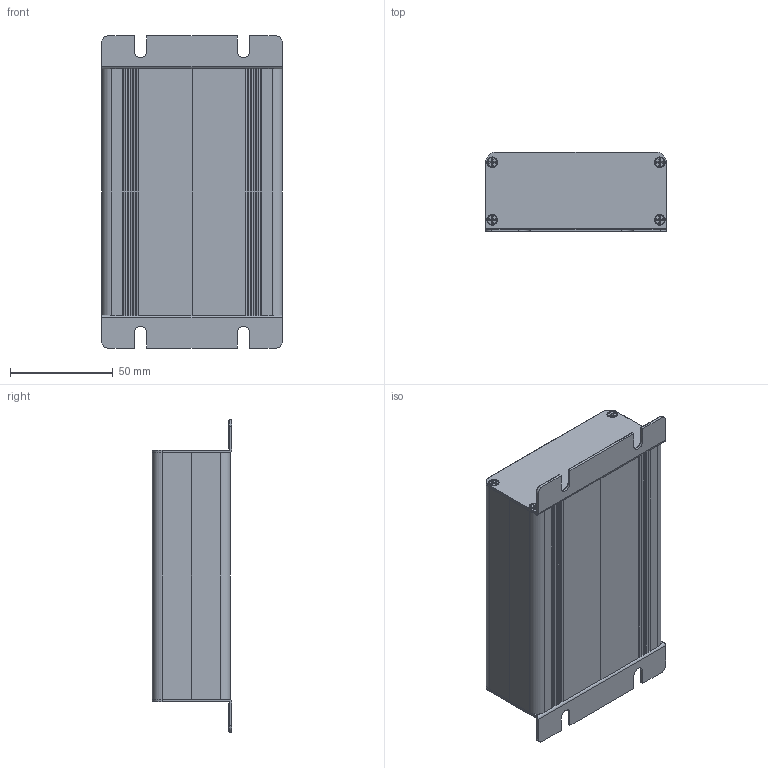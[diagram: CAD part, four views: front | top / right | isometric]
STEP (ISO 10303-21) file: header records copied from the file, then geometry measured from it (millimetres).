
FILE_DESCRIPTION((''),'2;1');
FILE_NAME('ASM002_ASM','2020-02-17T',('Administrator'),(''),'PRO/ENGINEER BY PARAMETRIC TECHNOLOGY CORPORATION, 2007090','PRO/ENGINEER BY PARAMETRIC TECHNOLOGY CORPORATION, 2007090','');
FILE_SCHEMA(('CONFIG_CONTROL_DESIGN'));
Length unit declared in the file: millimetre
Products named in the file (4): 1; 3; M2-5; ASM002_ASM
Assembly tree (12 placements, depth 2):
  ASM002_ASM
    1  x2
    3  x2
    M2-5  x8
Bounding box: 88 x 38.65 x 152 mm (x, y, z)
Volume: 73656.1 mm3; surface area: 86445.8 mm2
Topology: 12 solids, 20 shells, 1732 faces, 4390 edges, 2712 vertices
Faces by surface type: plane 976, cylinder 400, bspline 160, torus 64, sphere 64, cone 32, extrusion 24, revolution 12
Entity records: 23709 total; most frequent: CARTESIAN_POINT 4447, ORIENTED_EDGE 3210, DIRECTION 2891, EDGE_CURVE 1607, PRESENTATION_STYLE_ASSIGNMENT 1413, STYLED_ITEM 1413, CURVE_STYLE 1411, VECTOR 1381
